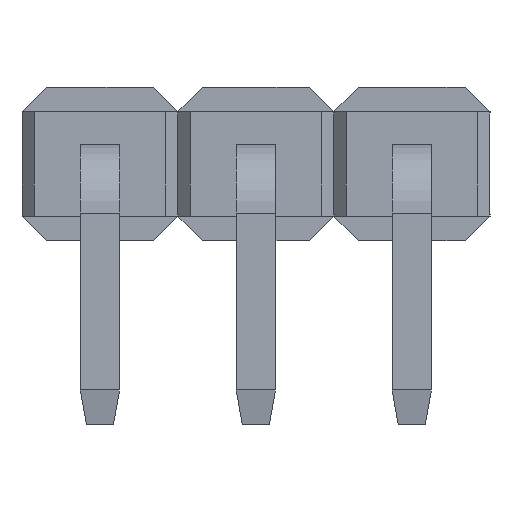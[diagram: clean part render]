
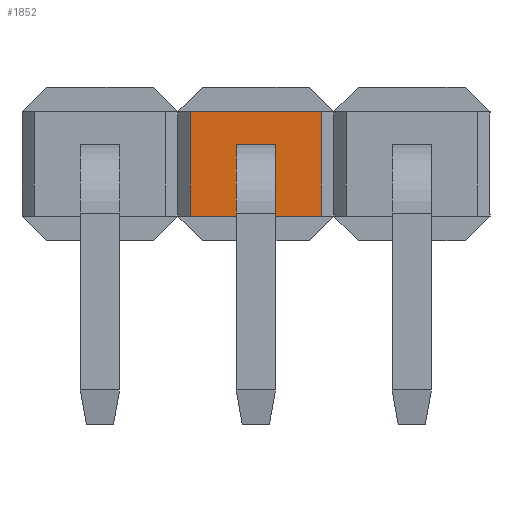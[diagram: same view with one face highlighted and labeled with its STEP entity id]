
A CAD part, front view. The second image highlights one B-rep face of the part: STEP entity #1852.
In plain terms, the highlighted planar face has unit normal (0, -1, 0).
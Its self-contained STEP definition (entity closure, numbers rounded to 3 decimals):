
#177 = EDGE_CURVE ( 'NONE', #1722, #2352, #981, .T. ) ;
#178 = EDGE_LOOP ( 'NONE', ( #3517, #3228, #2917, #1277 ) ) ;
#251 = ORIENTED_EDGE ( 'NONE', *, *, #813, .F. ) ;
#261 = EDGE_CURVE ( 'NONE', #1391, #1722, #359, .T. ) ;
#359 = LINE ( 'NONE', #1729, #1916 ) ;
#368 = CARTESIAN_POINT ( 'NONE',  ( -2.86, 0.54, 0.32 ) ) ;
#455 = LINE ( 'NONE', #1806, #1920 ) ;
#556 = LINE ( 'NONE', #1901, #2488 ) ;
#715 = CARTESIAN_POINT ( 'NONE',  ( -3.81, 0.54, 0.85 ) ) ;
#813 = EDGE_CURVE ( 'NONE', #2594, #2449, #455, .T. ) ;
#856 = VECTOR ( 'NONE', #1187, 1000. ) ;
#875 = CARTESIAN_POINT ( 'NONE',  ( -1.47, 0.54, -0.85 ) ) ;
#889 = EDGE_CURVE ( 'NONE', #3113, #3389, #3769, .T. ) ;
#981 = LINE ( 'NONE', #2316, #1988 ) ;
#988 = DIRECTION ( 'NONE',  ( 1., 0., 0. ) ) ;
#1030 = EDGE_CURVE ( 'NONE', #2449, #3389, #2653, .T. ) ;
#1057 = FACE_BOUND ( 'NONE', #178, .T. ) ;
#1119 = VECTOR ( 'NONE', #3865, 1000. ) ;
#1187 = DIRECTION ( 'NONE',  ( 1., 0., 0. ) ) ;
#1277 = ORIENTED_EDGE ( 'NONE', *, *, #2035, .T. ) ;
#1320 = LINE ( 'NONE', #2645, #1119 ) ;
#1342 = EDGE_CURVE ( 'NONE', #2056, #1391, #556, .T. ) ;
#1391 = VERTEX_POINT ( 'NONE', #3540 ) ;
#1722 = VERTEX_POINT ( 'NONE', #1955 ) ;
#1729 = CARTESIAN_POINT ( 'NONE',  ( -2.86, 0.54, -0.32 ) ) ;
#1806 = CARTESIAN_POINT ( 'NONE',  ( -3.61, 0.54, -0.85 ) ) ;
#1852 = ADVANCED_FACE ( 'NONE', ( #1057, #2393 ), #3636, .F. ) ;
#1901 = CARTESIAN_POINT ( 'NONE',  ( -2.22, 0.54, 0.32 ) ) ;
#1916 = VECTOR ( 'NONE', #3040, 1000. ) ;
#1920 = VECTOR ( 'NONE', #3114, 1000. ) ;
#1955 = CARTESIAN_POINT ( 'NONE',  ( -2.86, 0.54, -0.32 ) ) ;
#1988 = VECTOR ( 'NONE', #3571, 1000. ) ;
#2035 = EDGE_CURVE ( 'NONE', #2352, #2056, #2836, .T. ) ;
#2056 = VERTEX_POINT ( 'NONE', #3462 ) ;
#2059 = DIRECTION ( 'NONE',  ( 0., 1., 0. ) ) ;
#2083 = CARTESIAN_POINT ( 'NONE',  ( -1.47, 0.54, -0.85 ) ) ;
#2216 = DIRECTION ( 'NONE',  ( 0., 0., 1. ) ) ;
#2277 = ORIENTED_EDGE ( 'NONE', *, *, #889, .T. ) ;
#2312 = CARTESIAN_POINT ( 'NONE',  ( -3.61, 0.54, -0.85 ) ) ;
#2316 = CARTESIAN_POINT ( 'NONE',  ( -2.86, 0.54, 0.32 ) ) ;
#2337 = AXIS2_PLACEMENT_3D ( 'NONE', #715, #2059, #3355 ) ;
#2352 = VERTEX_POINT ( 'NONE', #368 ) ;
#2393 = FACE_OUTER_BOUND ( 'NONE', #3150, .T. ) ;
#2449 = VERTEX_POINT ( 'NONE', #3423 ) ;
#2488 = VECTOR ( 'NONE', #3205, 1000. ) ;
#2594 = VERTEX_POINT ( 'NONE', #2312 ) ;
#2604 = ORIENTED_EDGE ( 'NONE', *, *, #3881, .T. ) ;
#2645 = CARTESIAN_POINT ( 'NONE',  ( -3.81, 0.54, -0.85 ) ) ;
#2653 = LINE ( 'NONE', #3872, #2961 ) ;
#2820 = VECTOR ( 'NONE', #2216, 1000. ) ;
#2836 = LINE ( 'NONE', #4056, #856 ) ;
#2917 = ORIENTED_EDGE ( 'NONE', *, *, #177, .T. ) ;
#2961 = VECTOR ( 'NONE', #988, 1000. ) ;
#3040 = DIRECTION ( 'NONE',  ( -1., 0., 0. ) ) ;
#3113 = VERTEX_POINT ( 'NONE', #2083 ) ;
#3114 = DIRECTION ( 'NONE',  ( 0., 0., 1. ) ) ;
#3150 = EDGE_LOOP ( 'NONE', ( #2604, #2277, #3538, #251 ) ) ;
#3205 = DIRECTION ( 'NONE',  ( 0., 0., -1. ) ) ;
#3228 = ORIENTED_EDGE ( 'NONE', *, *, #261, .T. ) ;
#3355 = DIRECTION ( 'NONE',  ( 0., 0., 1. ) ) ;
#3389 = VERTEX_POINT ( 'NONE', #3828 ) ;
#3423 = CARTESIAN_POINT ( 'NONE',  ( -3.61, 0.54, 0.85 ) ) ;
#3462 = CARTESIAN_POINT ( 'NONE',  ( -2.22, 0.54, 0.32 ) ) ;
#3517 = ORIENTED_EDGE ( 'NONE', *, *, #1342, .T. ) ;
#3538 = ORIENTED_EDGE ( 'NONE', *, *, #1030, .F. ) ;
#3540 = CARTESIAN_POINT ( 'NONE',  ( -2.22, 0.54, -0.32 ) ) ;
#3571 = DIRECTION ( 'NONE',  ( 0., 0., 1. ) ) ;
#3636 = PLANE ( 'NONE',  #2337 ) ;
#3769 = LINE ( 'NONE', #875, #2820 ) ;
#3828 = CARTESIAN_POINT ( 'NONE',  ( -1.47, 0.54, 0.85 ) ) ;
#3865 = DIRECTION ( 'NONE',  ( 1., 0., 0. ) ) ;
#3872 = CARTESIAN_POINT ( 'NONE',  ( -3.81, 0.54, 0.85 ) ) ;
#3881 = EDGE_CURVE ( 'NONE', #2594, #3113, #1320, .T. ) ;
#4056 = CARTESIAN_POINT ( 'NONE',  ( -2.86, 0.54, 0.32 ) ) ;
